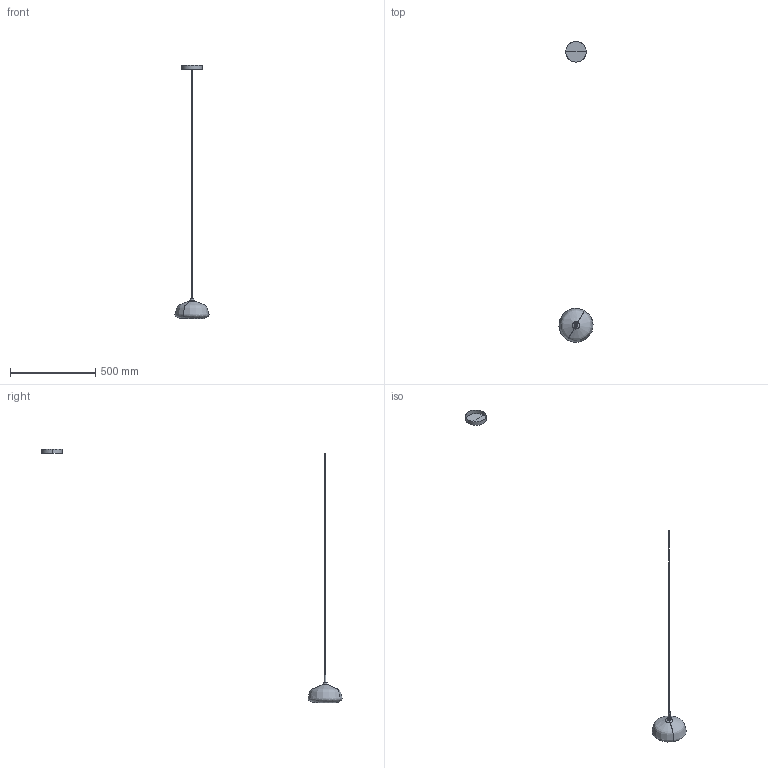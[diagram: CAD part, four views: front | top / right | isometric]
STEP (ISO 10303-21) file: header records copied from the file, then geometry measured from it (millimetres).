
FILE_DESCRIPTION(/* description */ (''),/* implementation_level */ '2;1');
FILE_NAME(/* name */ 'KIT.M.19_X-RAY',/* time_stamp */ '2024-04-10T15:19:51+02:00',/* author */ (''),/* organization */ (''),/* preprocessor_version */ 'ST-DEVELOPER v16.5',/* originating_system */ 'Rhino 7.15',/* authorisation */ '');
FILE_SCHEMA (('CONFIG_CONTROL_DESIGN'));
Length unit declared in the file: millimetre
Products named in the file (1): Document
Bounding box: 199.61 x 1757.97 x 1485.75 mm (x, y, z)
Volume: 50135.3 mm3; surface area: 247472.1 mm2
Topology: 2 solids, 6 shells, 40 faces, 93 edges, 48 vertices
Faces by surface type: bspline 26, cylinder 14
Entity records: 1597 total; most frequent: CARTESIAN_POINT 1015, ORIENTED_EDGE 148, EDGE_CURVE 80, VERTEX_POINT 46, ADVANCED_FACE 40, FACE_OUTER_BOUND 40, EDGE_LOOP 40, B_SPLINE_CURVE_WITH_KNOTS 33
